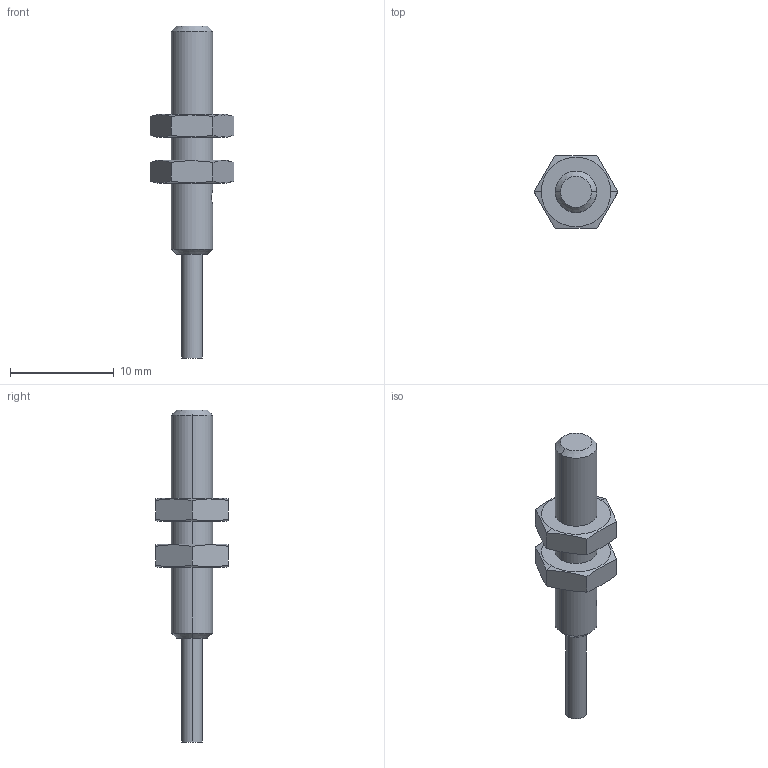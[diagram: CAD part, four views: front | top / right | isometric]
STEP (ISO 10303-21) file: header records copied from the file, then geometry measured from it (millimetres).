
FILE_DESCRIPTION((''),'2;1');
FILE_NAME('CAD-1506A_ASM','2019-08-15T12:03:54',('creinig-se'),(''),'CREO PARAMETRIC BY PTC INC, 2018420','CREO PARAMETRIC BY PTC INC, 2018420','');
FILE_SCHEMA(('CONFIG_CONTROL_DESIGN','SHAPE_APPEARANCE_LAYERS_GROUPS'));
Length unit declared in the file: millimetre
Products named in the file (3): CAD-1506A; CAD-1056A_SW7; CAD-1506A_ASM
Assembly tree (3 placements, depth 2):
  CAD-1506A_ASM
    CAD-1506A
    CAD-1056A_SW7  x2
Bounding box: 8.08 x 7 x 32 mm (x, y, z)
Volume: 434.6 mm3; surface area: 630.7 mm2
Topology: 3 solids, 3 shells, 42 faces, 155 edges, 132 vertices
Faces by surface type: plane 20, cone 12, cylinder 10
Entity records: 1928 total; most frequent: CARTESIAN_POINT 356, DIRECTION 229, PRESENTATION_STYLE_ASSIGNMENT 131, ORIENTED_EDGE 130, STYLED_ITEM 127, CURVE_STYLE 125, AXIS2_PLACEMENT_3D 83, COLOUR_RGB 71
